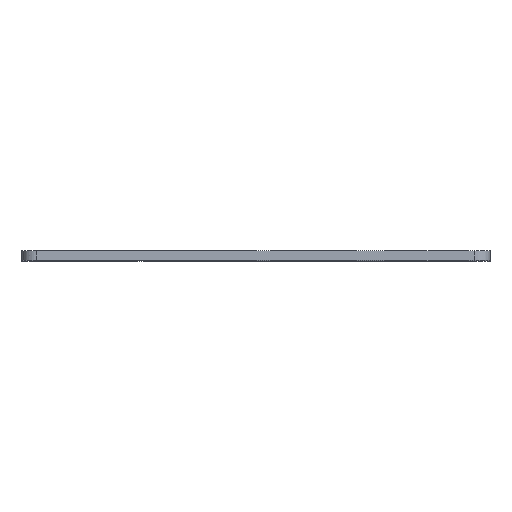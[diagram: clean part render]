
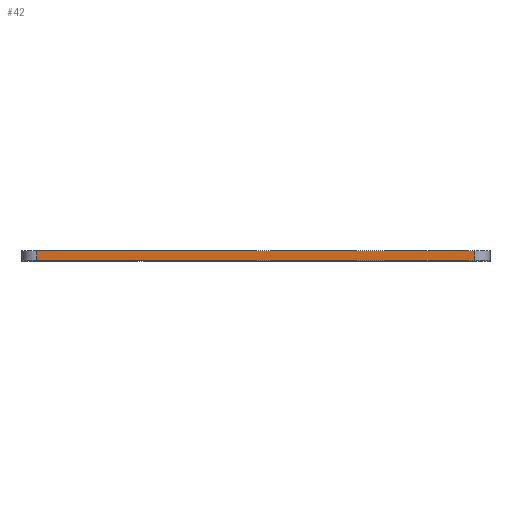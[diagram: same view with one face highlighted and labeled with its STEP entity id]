
A CAD part, top view. The second image highlights one B-rep face of the part: STEP entity #42.
In plain terms, the highlighted planar face has unit normal (0, 0, 1).
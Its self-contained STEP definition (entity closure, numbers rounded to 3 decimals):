
#12 = CARTESIAN_POINT ( 'NONE',  ( 65., 0., 9.5 ) ) ;
#42 = ADVANCED_FACE ( 'NONE', ( #1581 ), #767, .F. ) ;
#123 = CARTESIAN_POINT ( 'NONE',  ( -8., 1.6, 9.5 ) ) ;
#150 = LINE ( 'NONE', #858, #530 ) ;
#174 = CARTESIAN_POINT ( 'NONE',  ( -8., 0., 9.5 ) ) ;
#203 = CARTESIAN_POINT ( 'NONE',  ( 65., 1.6, 9.5 ) ) ;
#255 = VERTEX_POINT ( 'NONE', #123 ) ;
#294 = ORIENTED_EDGE ( 'NONE', *, *, #3175, .T. ) ;
#395 = VERTEX_POINT ( 'NONE', #1234 ) ;
#481 = EDGE_CURVE ( 'NONE', #255, #2801, #3282, .T. ) ;
#530 = VECTOR ( 'NONE', #4406, 1000. ) ;
#547 = ORIENTED_EDGE ( 'NONE', *, *, #481, .F. ) ;
#732 = AXIS2_PLACEMENT_3D ( 'NONE', #3072, #3426, #1068 ) ;
#767 = PLANE ( 'NONE',  #732 ) ;
#805 = CARTESIAN_POINT ( 'NONE',  ( -8., 1.6, 9.5 ) ) ;
#858 = CARTESIAN_POINT ( 'NONE',  ( 65., 1.6, 9.5 ) ) ;
#937 = LINE ( 'NONE', #174, #4464 ) ;
#1012 = DIRECTION ( 'NONE',  ( 1., 0., 0. ) ) ;
#1068 = DIRECTION ( 'NONE',  ( -1., 0., 0. ) ) ;
#1234 = CARTESIAN_POINT ( 'NONE',  ( -8., 0., 9.5 ) ) ;
#1443 = CARTESIAN_POINT ( 'NONE',  ( -8., 1.6, 9.5 ) ) ;
#1581 = FACE_OUTER_BOUND ( 'NONE', #4243, .T. ) ;
#1594 = LINE ( 'NONE', #805, #2779 ) ;
#1621 = ORIENTED_EDGE ( 'NONE', *, *, #3528, .T. ) ;
#1772 = VERTEX_POINT ( 'NONE', #12 ) ;
#2086 = EDGE_CURVE ( 'NONE', #2801, #1772, #150, .T. ) ;
#2779 = VECTOR ( 'NONE', #3132, 1000. ) ;
#2801 = VERTEX_POINT ( 'NONE', #203 ) ;
#2911 = DIRECTION ( 'NONE',  ( 1., 0., 0. ) ) ;
#3072 = CARTESIAN_POINT ( 'NONE',  ( -8., 1.6, 9.5 ) ) ;
#3132 = DIRECTION ( 'NONE',  ( 0., -1., 0. ) ) ;
#3175 = EDGE_CURVE ( 'NONE', #395, #1772, #937, .T. ) ;
#3282 = LINE ( 'NONE', #1443, #3960 ) ;
#3426 = DIRECTION ( 'NONE',  ( 0., 0., -1. ) ) ;
#3528 = EDGE_CURVE ( 'NONE', #255, #395, #1594, .T. ) ;
#3960 = VECTOR ( 'NONE', #2911, 1000. ) ;
#4059 = ORIENTED_EDGE ( 'NONE', *, *, #2086, .F. ) ;
#4243 = EDGE_LOOP ( 'NONE', ( #294, #4059, #547, #1621 ) ) ;
#4406 = DIRECTION ( 'NONE',  ( 0., -1., 0. ) ) ;
#4464 = VECTOR ( 'NONE', #1012, 1000. ) ;
